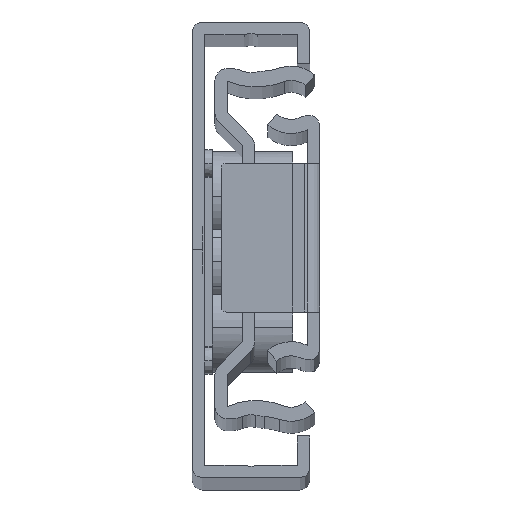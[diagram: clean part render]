
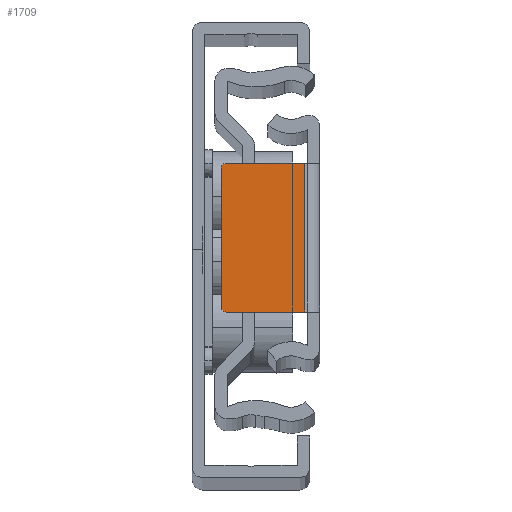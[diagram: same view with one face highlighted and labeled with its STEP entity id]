
A CAD part, top view. The second image highlights one B-rep face of the part: STEP entity #1709.
In plain terms, the highlighted planar face has unit normal (0, 0, 1).
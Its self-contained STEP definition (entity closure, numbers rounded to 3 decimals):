
#1709 = ADVANCED_FACE ( 'NONE', ( #11225 ), #11704, .T. ) ;
#1776 = EDGE_CURVE ( 'NONE', #13578, #13561, #11511, .T. ) ;
#1778 = EDGE_CURVE ( 'NONE', #13561, #13163, #11519, .T. ) ;
#1785 = EDGE_CURVE ( 'NONE', #13578, #13172, #11516, .T. ) ;
#1810 = EDGE_CURVE ( 'NONE', #13168, #13172, #11568, .T. ) ;
#1825 = EDGE_CURVE ( 'NONE', #13130, #13163, #11593, .T. ) ;
#1829 = EDGE_CURVE ( 'NONE', #13168, #13130, #11592, .T. ) ;
#2906 = EDGE_LOOP ( 'NONE', ( #2995, #2996, #2997, #2998, #2999, #3000 ) ) ;
#2995 = ORIENTED_EDGE ( 'NONE', *, *, #1785, .T. ) ;
#2996 = ORIENTED_EDGE ( 'NONE', *, *, #1810, .F. ) ;
#2997 = ORIENTED_EDGE ( 'NONE', *, *, #1829, .T. ) ;
#2998 = ORIENTED_EDGE ( 'NONE', *, *, #1825, .T. ) ;
#2999 = ORIENTED_EDGE ( 'NONE', *, *, #1778, .F. ) ;
#3000 = ORIENTED_EDGE ( 'NONE', *, *, #1776, .F. ) ;
#10645 = AXIS2_PLACEMENT_3D ( 'NONE', #11646, #11716, #11717 ) ;
#10836 = AXIS2_PLACEMENT_3D ( 'NONE', #12281, #12282, #12283 ) ;
#10844 = AXIS2_PLACEMENT_3D ( 'NONE', #12305, #12318, #12319 ) ;
#11225 = FACE_OUTER_BOUND ( 'NONE', #2906, .T. ) ;
#11503 = VECTOR ( 'NONE', #12200, 1000. ) ;
#11511 = LINE ( 'NONE', #12199, #11503 ) ;
#11515 = VECTOR ( 'NONE', #12205, 1000. ) ;
#11516 = LINE ( 'NONE', #12221, #11526 ) ;
#11519 = LINE ( 'NONE', #12196, #11515 ) ;
#11526 = VECTOR ( 'NONE', #12222, 1000. ) ;
#11568 = CIRCLE ( 'NONE', #10836, 0.5 ) ;
#11589 = VECTOR ( 'NONE', #12328, 1000. ) ;
#11592 = LINE ( 'NONE', #12327, #11589 ) ;
#11593 = CIRCLE ( 'NONE', #10844, 0.5 ) ;
#11646 = CARTESIAN_POINT ( 'NONE',  ( 2.9, -7.4, 697. ) ) ;
#11704 = PLANE ( 'NONE',  #10645 ) ;
#11716 = DIRECTION ( 'NONE',  ( 0., 0., 1. ) ) ;
#11717 = DIRECTION ( 'NONE',  ( 1., 0., 0. ) ) ;
#12196 = CARTESIAN_POINT ( 'NONE',  ( 2.9, -7.4, 697. ) ) ;
#12199 = CARTESIAN_POINT ( 'NONE',  ( 11.2, -10.909, 697. ) ) ;
#12200 = DIRECTION ( 'NONE',  ( 0., -1., 0. ) ) ;
#12205 = DIRECTION ( 'NONE',  ( -1., 0., 0. ) ) ;
#12221 = CARTESIAN_POINT ( 'NONE',  ( 2.9, 7.4, 697. ) ) ;
#12222 = DIRECTION ( 'NONE',  ( -1., 0., 0. ) ) ;
#12281 = CARTESIAN_POINT ( 'NONE',  ( 3.4, 6.9, 697. ) ) ;
#12282 = DIRECTION ( 'NONE',  ( 0., 0., -1. ) ) ;
#12283 = DIRECTION ( 'NONE',  ( 0., 1., 0. ) ) ;
#12305 = CARTESIAN_POINT ( 'NONE',  ( 3.4, -6.9, 697. ) ) ;
#12318 = DIRECTION ( 'NONE',  ( 0., 0., 1. ) ) ;
#12319 = DIRECTION ( 'NONE',  ( 0., -1., 0. ) ) ;
#12327 = CARTESIAN_POINT ( 'NONE',  ( 2.9, -7.4, 697. ) ) ;
#12328 = DIRECTION ( 'NONE',  ( 0., -1., 0. ) ) ;
#12391 = CARTESIAN_POINT ( 'NONE',  ( 2.9, -6.9, 697. ) ) ;
#12420 = CARTESIAN_POINT ( 'NONE',  ( 3.4, -7.4, 697. ) ) ;
#12425 = CARTESIAN_POINT ( 'NONE',  ( 2.9, 6.9, 697. ) ) ;
#12429 = CARTESIAN_POINT ( 'NONE',  ( 3.4, 7.4, 697. ) ) ;
#12818 = CARTESIAN_POINT ( 'NONE',  ( 11.2, -7.4, 697. ) ) ;
#12835 = CARTESIAN_POINT ( 'NONE',  ( 11.2, 7.4, 697. ) ) ;
#13130 = VERTEX_POINT ( 'NONE', #12391 ) ;
#13163 = VERTEX_POINT ( 'NONE', #12420 ) ;
#13168 = VERTEX_POINT ( 'NONE', #12425 ) ;
#13172 = VERTEX_POINT ( 'NONE', #12429 ) ;
#13561 = VERTEX_POINT ( 'NONE', #12818 ) ;
#13578 = VERTEX_POINT ( 'NONE', #12835 ) ;
